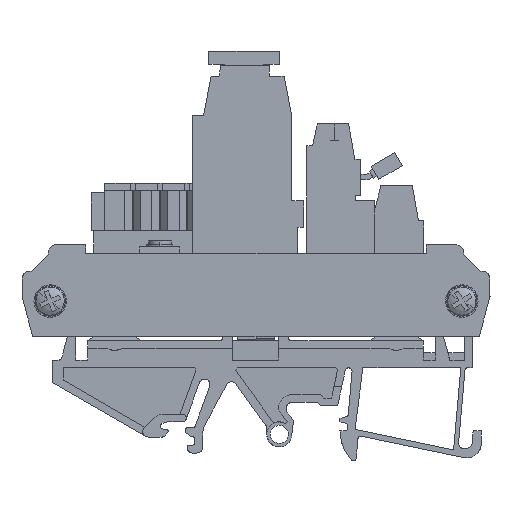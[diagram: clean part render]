
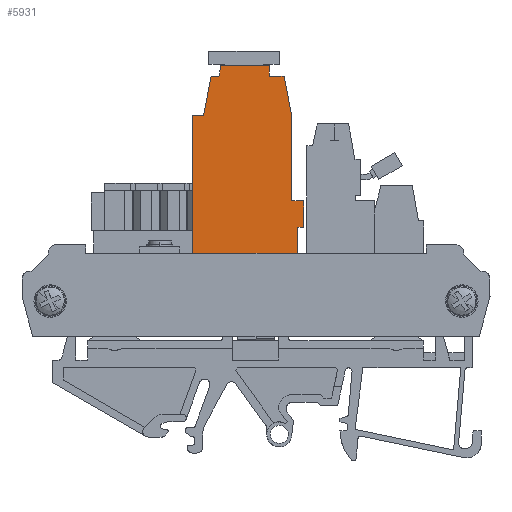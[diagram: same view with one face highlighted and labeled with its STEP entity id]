
A CAD part, left-side view. The second image highlights one B-rep face of the part: STEP entity #5931.
In plain terms, the highlighted planar face has unit normal (-1, 0, 0).
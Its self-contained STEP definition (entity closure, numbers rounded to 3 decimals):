
#5912=AXIS2_PLACEMENT_3D('Plane Axis2P3D',#5909,#5910,#5911) ;
#4828=CARTESIAN_POINT('Vertex',(14.062,35.507,36.952)) ;
#4833=CARTESIAN_POINT('Line Origine',(14.062,45.257,36.952)) ;
#4837=CARTESIAN_POINT('Vertex',(14.062,55.007,36.952)) ;
#5350=CARTESIAN_POINT('Vertex',(14.062,51.487,70.952)) ;
#5353=CARTESIAN_POINT('Line Origine',(14.062,50.772,70.952)) ;
#5357=CARTESIAN_POINT('Vertex',(14.062,50.057,70.952)) ;
#5601=CARTESIAN_POINT('Vertex',(14.062,34.407,43.052)) ;
#5604=CARTESIAN_POINT('Line Origine',(14.062,34.957,43.052)) ;
#5608=CARTESIAN_POINT('Vertex',(14.062,35.507,43.052)) ;
#5629=CARTESIAN_POINT('Line Origine',(14.062,55.007,50.352)) ;
#5633=CARTESIAN_POINT('Vertex',(14.062,55.007,63.752)) ;
#5654=CARTESIAN_POINT('Line Origine',(14.062,53.947,63.752)) ;
#5658=CARTESIAN_POINT('Vertex',(14.062,52.887,63.752)) ;
#5679=CARTESIAN_POINT('Line Origine',(14.062,52.187,67.352)) ;
#5697=CARTESIAN_POINT('Line Origine',(14.062,49.863,71.952)) ;
#5701=CARTESIAN_POINT('Vertex',(14.062,49.668,72.952)) ;
#5722=CARTESIAN_POINT('Line Origine',(14.062,45.213,72.952)) ;
#5726=CARTESIAN_POINT('Vertex',(14.062,40.757,72.952)) ;
#5753=CARTESIAN_POINT('Line Origine',(14.062,40.757,71.952)) ;
#5757=CARTESIAN_POINT('Vertex',(14.062,40.757,70.952)) ;
#5778=CARTESIAN_POINT('Line Origine',(14.062,39.382,70.952)) ;
#5782=CARTESIAN_POINT('Vertex',(14.062,38.007,70.952)) ;
#5803=CARTESIAN_POINT('Line Origine',(14.062,37.307,67.352)) ;
#5807=CARTESIAN_POINT('Vertex',(14.062,36.607,63.752)) ;
#5828=CARTESIAN_POINT('Line Origine',(14.062,36.607,55.852)) ;
#5832=CARTESIAN_POINT('Vertex',(14.062,36.607,47.952)) ;
#5853=CARTESIAN_POINT('Line Origine',(14.062,35.507,47.952)) ;
#5857=CARTESIAN_POINT('Vertex',(14.062,34.407,47.952)) ;
#5878=CARTESIAN_POINT('Line Origine',(14.062,34.407,45.502)) ;
#5896=CARTESIAN_POINT('Line Origine',(14.062,35.507,40.002)) ;
#5909=CARTESIAN_POINT('Axis2P3D Location',(14.062,42.447,36.952)) ;
#4834=DIRECTION('Vector Direction',(0.,1.,0.)) ;
#5354=DIRECTION('Vector Direction',(0.,-1.,0.)) ;
#5605=DIRECTION('Vector Direction',(0.,1.,0.)) ;
#5630=DIRECTION('Vector Direction',(0.,0.,1.)) ;
#5655=DIRECTION('Vector Direction',(0.,-1.,0.)) ;
#5680=DIRECTION('Vector Direction',(0.,-0.191,0.982)) ;
#5698=DIRECTION('Vector Direction',(0.,-0.191,0.982)) ;
#5723=DIRECTION('Vector Direction',(0.,-1.,0.)) ;
#5754=DIRECTION('Vector Direction',(0.,0.,-1.)) ;
#5779=DIRECTION('Vector Direction',(0.,-1.,0.)) ;
#5804=DIRECTION('Vector Direction',(0.,-0.191,-0.982)) ;
#5829=DIRECTION('Vector Direction',(0.,0.,-1.)) ;
#5854=DIRECTION('Vector Direction',(0.,-1.,0.)) ;
#5879=DIRECTION('Vector Direction',(0.,0.,-1.)) ;
#5897=DIRECTION('Vector Direction',(0.,0.,-1.)) ;
#5910=DIRECTION('Axis2P3D Direction',(1.,0.,0.)) ;
#5911=DIRECTION('Axis2P3D XDirection',(0.,1.,0.)) ;
#4835=VECTOR('Line Direction',#4834,1.) ;
#5355=VECTOR('Line Direction',#5354,1.) ;
#5606=VECTOR('Line Direction',#5605,1.) ;
#5631=VECTOR('Line Direction',#5630,1.) ;
#5656=VECTOR('Line Direction',#5655,1.) ;
#5681=VECTOR('Line Direction',#5680,1.) ;
#5699=VECTOR('Line Direction',#5698,1.) ;
#5724=VECTOR('Line Direction',#5723,1.) ;
#5755=VECTOR('Line Direction',#5754,1.) ;
#5780=VECTOR('Line Direction',#5779,1.) ;
#5805=VECTOR('Line Direction',#5804,1.) ;
#5830=VECTOR('Line Direction',#5829,1.) ;
#5855=VECTOR('Line Direction',#5854,1.) ;
#5880=VECTOR('Line Direction',#5879,1.) ;
#5898=VECTOR('Line Direction',#5897,1.) ;
#5915=ORIENTED_EDGE('',*,*,#5635,.F.) ;
#5916=ORIENTED_EDGE('',*,*,#4839,.F.) ;
#5917=ORIENTED_EDGE('',*,*,#5900,.F.) ;
#5918=ORIENTED_EDGE('',*,*,#5610,.F.) ;
#5919=ORIENTED_EDGE('',*,*,#5882,.F.) ;
#5920=ORIENTED_EDGE('',*,*,#5859,.F.) ;
#5921=ORIENTED_EDGE('',*,*,#5834,.F.) ;
#5922=ORIENTED_EDGE('',*,*,#5809,.F.) ;
#5923=ORIENTED_EDGE('',*,*,#5784,.F.) ;
#5924=ORIENTED_EDGE('',*,*,#5759,.F.) ;
#5925=ORIENTED_EDGE('',*,*,#5728,.F.) ;
#5926=ORIENTED_EDGE('',*,*,#5703,.F.) ;
#5927=ORIENTED_EDGE('',*,*,#5359,.F.) ;
#5928=ORIENTED_EDGE('',*,*,#5683,.F.) ;
#5929=ORIENTED_EDGE('',*,*,#5660,.F.) ;
#5931=ADVANCED_FACE('NONE',(#5930),#5913,.F.) ;
#4839=EDGE_CURVE('',#4829,#4838,#4836,.T.) ;
#5359=EDGE_CURVE('',#5351,#5358,#5356,.T.) ;
#5610=EDGE_CURVE('',#5602,#5609,#5607,.T.) ;
#5635=EDGE_CURVE('',#4838,#5634,#5632,.T.) ;
#5660=EDGE_CURVE('',#5634,#5659,#5657,.T.) ;
#5683=EDGE_CURVE('',#5659,#5351,#5682,.T.) ;
#5703=EDGE_CURVE('',#5358,#5702,#5700,.T.) ;
#5728=EDGE_CURVE('',#5702,#5727,#5725,.T.) ;
#5759=EDGE_CURVE('',#5727,#5758,#5756,.T.) ;
#5784=EDGE_CURVE('',#5758,#5783,#5781,.T.) ;
#5809=EDGE_CURVE('',#5783,#5808,#5806,.T.) ;
#5834=EDGE_CURVE('',#5808,#5833,#5831,.T.) ;
#5859=EDGE_CURVE('',#5833,#5858,#5856,.T.) ;
#5882=EDGE_CURVE('',#5858,#5602,#5881,.T.) ;
#5900=EDGE_CURVE('',#5609,#4829,#5899,.T.) ;
#5914=EDGE_LOOP('',(#5915,#5916,#5917,#5918,#5919,#5920,#5921,#5922,#5923,#5924,#5925,#5926,#5927,#5928,#5929)) ;
#5930=FACE_OUTER_BOUND('',#5914,.T.) ;
#4836=LINE('Line',#4833,#4835) ;
#5356=LINE('Line',#5353,#5355) ;
#5607=LINE('Line',#5604,#5606) ;
#5632=LINE('Line',#5629,#5631) ;
#5657=LINE('Line',#5654,#5656) ;
#5682=LINE('Line',#5679,#5681) ;
#5700=LINE('Line',#5697,#5699) ;
#5725=LINE('Line',#5722,#5724) ;
#5756=LINE('Line',#5753,#5755) ;
#5781=LINE('Line',#5778,#5780) ;
#5806=LINE('Line',#5803,#5805) ;
#5831=LINE('Line',#5828,#5830) ;
#5856=LINE('Line',#5853,#5855) ;
#5881=LINE('Line',#5878,#5880) ;
#5899=LINE('Line',#5896,#5898) ;
#5913=PLANE('',#5912) ;
#4829=VERTEX_POINT('',#4828) ;
#4838=VERTEX_POINT('',#4837) ;
#5351=VERTEX_POINT('',#5350) ;
#5358=VERTEX_POINT('',#5357) ;
#5602=VERTEX_POINT('',#5601) ;
#5609=VERTEX_POINT('',#5608) ;
#5634=VERTEX_POINT('',#5633) ;
#5659=VERTEX_POINT('',#5658) ;
#5702=VERTEX_POINT('',#5701) ;
#5727=VERTEX_POINT('',#5726) ;
#5758=VERTEX_POINT('',#5757) ;
#5783=VERTEX_POINT('',#5782) ;
#5808=VERTEX_POINT('',#5807) ;
#5833=VERTEX_POINT('',#5832) ;
#5858=VERTEX_POINT('',#5857) ;
